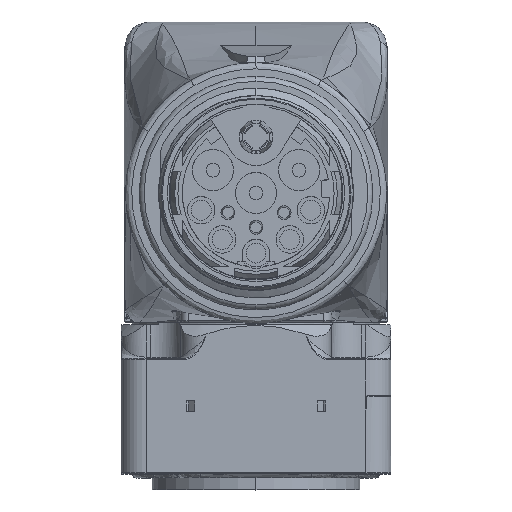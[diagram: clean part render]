
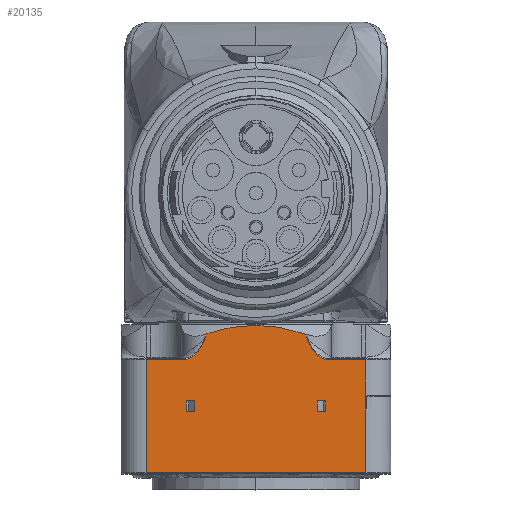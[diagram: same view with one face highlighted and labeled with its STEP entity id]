
A CAD part, top view. The second image highlights one B-rep face of the part: STEP entity #20135.
In plain terms, the highlighted planar face has unit normal (0, 0, 1).
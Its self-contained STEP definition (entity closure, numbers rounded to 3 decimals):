
#490=DIRECTION('',(0.,-1.,0.));
#491=VECTOR('',#490,9.05);
#492=CARTESIAN_POINT('',(-8.8,9.15,10.8));
#493=LINE('',#492,#491);
#508=DIRECTION('',(0.,-1.,0.));
#509=VECTOR('',#508,1.1);
#510=CARTESIAN_POINT('',(8.8,6.3,10.8));
#511=LINE('',#510,#509);
#512=DIRECTION('',(0.,-1.,0.));
#513=VECTOR('',#512,5.1);
#514=CARTESIAN_POINT('',(8.8,5.2,10.8));
#515=LINE('',#514,#513);
#516=DIRECTION('',(-1.,0.,0.));
#517=VECTOR('',#516,17.6);
#518=CARTESIAN_POINT('',(8.8,0.1,10.8));
#519=LINE('',#518,#517);
#520=DIRECTION('',(1.,0.,0.));
#521=VECTOR('',#520,3.046);
#522=CARTESIAN_POINT('',(-8.8,9.15,10.8));
#523=LINE('',#522,#521);
#524=CARTESIAN_POINT('',(-5.754,9.15,10.8));
#525=CARTESIAN_POINT('',(-5.721,9.15,10.8));
#526=CARTESIAN_POINT('',(-5.652,9.154,10.8));
#527=CARTESIAN_POINT('',(-5.542,9.174,10.8));
#528=CARTESIAN_POINT('',(-5.423,9.209,10.8));
#529=CARTESIAN_POINT('',(-5.297,9.262,10.8));
#530=CARTESIAN_POINT('',(-5.162,9.337,10.8));
#531=CARTESIAN_POINT('',(-5.019,9.436,10.8));
#532=CARTESIAN_POINT('',(-4.869,9.562,10.8));
#533=CARTESIAN_POINT('',(-4.716,9.719,10.8));
#534=CARTESIAN_POINT('',(-4.563,9.908,10.8));
#535=CARTESIAN_POINT('',(-4.415,10.127,10.8));
#536=CARTESIAN_POINT('',(-4.274,10.381,10.8));
#537=CARTESIAN_POINT('',(-4.14,10.676,10.8));
#538=CARTESIAN_POINT('',(-4.055,10.912,10.8));
#539=CARTESIAN_POINT('',(-4.015,11.039,10.8));
#541=DIRECTION('',(0.,-1.,0.));
#542=VECTOR('',#541,0.139);
#543=CARTESIAN_POINT('',(-4.015,11.178,10.8));
#544=LINE('',#543,#542);
#545=CARTESIAN_POINT('',(4.015,11.178,10.8));
#546=CARTESIAN_POINT('',(3.828,11.243,10.8));
#547=CARTESIAN_POINT('',(3.457,11.364,10.8));
#548=CARTESIAN_POINT('',(2.912,11.518,10.8));
#549=CARTESIAN_POINT('',(2.374,11.646,10.8));
#550=CARTESIAN_POINT('',(1.842,11.748,10.8));
#551=CARTESIAN_POINT('',(1.313,11.825,10.8));
#552=CARTESIAN_POINT('',(0.787,11.876,10.8));
#553=CARTESIAN_POINT('',(0.262,11.901,10.8));
#554=CARTESIAN_POINT('',(-0.262,11.901,10.8));
#555=CARTESIAN_POINT('',(-0.787,11.876,10.8));
#556=CARTESIAN_POINT('',(-1.313,11.825,10.8));
#557=CARTESIAN_POINT('',(-1.842,11.748,10.8));
#558=CARTESIAN_POINT('',(-2.374,11.646,10.8));
#559=CARTESIAN_POINT('',(-2.912,11.518,10.8));
#560=CARTESIAN_POINT('',(-3.457,11.364,10.8));
#561=CARTESIAN_POINT('',(-3.828,11.243,10.8));
#562=CARTESIAN_POINT('',(-4.015,11.178,10.8));
#564=DIRECTION('',(0.,1.,0.));
#565=VECTOR('',#564,0.138);
#566=CARTESIAN_POINT('',(4.015,11.04,10.8));
#567=LINE('',#566,#565);
#568=CARTESIAN_POINT('',(4.015,11.04,10.8));
#569=CARTESIAN_POINT('',(4.055,10.913,10.8));
#570=CARTESIAN_POINT('',(4.14,10.677,10.8));
#571=CARTESIAN_POINT('',(4.274,10.381,10.8));
#572=CARTESIAN_POINT('',(4.415,10.128,10.8));
#573=CARTESIAN_POINT('',(4.563,9.908,10.8));
#574=CARTESIAN_POINT('',(4.716,9.719,10.8));
#575=CARTESIAN_POINT('',(4.87,9.562,10.8));
#576=CARTESIAN_POINT('',(5.019,9.435,10.8));
#577=CARTESIAN_POINT('',(5.162,9.336,10.8));
#578=CARTESIAN_POINT('',(5.297,9.262,10.8));
#579=CARTESIAN_POINT('',(5.423,9.209,10.8));
#580=CARTESIAN_POINT('',(5.541,9.174,10.8));
#581=CARTESIAN_POINT('',(5.651,9.154,10.8));
#582=CARTESIAN_POINT('',(5.721,9.15,10.8));
#583=CARTESIAN_POINT('',(5.754,9.15,10.8));
#585=DIRECTION('',(1.,0.,0.));
#586=VECTOR('',#585,3.046);
#587=CARTESIAN_POINT('',(5.754,9.15,10.8));
#588=LINE('',#587,#586);
#589=DIRECTION('',(0.,-1.,0.));
#590=VECTOR('',#589,2.85);
#591=CARTESIAN_POINT('',(8.8,9.15,10.8));
#592=LINE('',#591,#590);
#593=DIRECTION('',(0.,1.,0.));
#594=VECTOR('',#593,0.85);
#595=CARTESIAN_POINT('',(-4.9,5.,10.8));
#596=LINE('',#595,#594);
#597=DIRECTION('',(0.,1.,0.));
#598=VECTOR('',#597,0.85);
#599=CARTESIAN_POINT('',(4.9,5.,10.8));
#600=LINE('',#599,#598);
#1693=DIRECTION('',(-1.,0.,0.));
#1694=VECTOR('',#1693,0.7);
#1695=CARTESIAN_POINT('',(5.6,5.,10.8));
#1696=LINE('',#1695,#1694);
#1718=DIRECTION('',(0.,-1.,0.));
#1719=VECTOR('',#1718,0.85);
#1720=CARTESIAN_POINT('',(5.6,5.85,10.8));
#1721=LINE('',#1720,#1719);
#1730=DIRECTION('',(1.,0.,0.));
#1731=VECTOR('',#1730,0.7);
#1732=CARTESIAN_POINT('',(4.9,5.85,10.8));
#1733=LINE('',#1732,#1731);
#2628=CARTESIAN_POINT('',(4.015,11.04,10.8));
#15203=DIRECTION('',(-1.,0.,0.));
#15204=VECTOR('',#15203,0.7);
#15205=CARTESIAN_POINT('',(-4.9,5.,10.8));
#15206=LINE('',#15205,#15204);
#15230=DIRECTION('',(0.,1.,0.));
#15231=VECTOR('',#15230,0.85);
#15232=CARTESIAN_POINT('',(-5.6,5.,10.8));
#15233=LINE('',#15232,#15231);
#15265=DIRECTION('',(1.,0.,0.));
#15266=VECTOR('',#15265,0.7);
#15267=CARTESIAN_POINT('',(-5.6,5.85,10.8));
#15268=LINE('',#15267,#15266);
#17011=VERTEX_POINT('',#545);
#17012=VERTEX_POINT('',#562);
#17132=CARTESIAN_POINT('',(8.8,9.15,10.8));
#17133=VERTEX_POINT('',#17132);
#17136=CARTESIAN_POINT('',(5.754,9.15,10.8));
#17137=VERTEX_POINT('',#17136);
#17138=VERTEX_POINT('',#2628);
#17139=VERTEX_POINT('',#524);
#17140=VERTEX_POINT('',#539);
#17144=CARTESIAN_POINT('',(-8.8,9.15,10.8));
#17145=VERTEX_POINT('',#17144);
#17208=CARTESIAN_POINT('',(-5.6,5.85,10.8));
#17210=VERTEX_POINT('',#17208);
#17235=CARTESIAN_POINT('',(5.6,5.85,10.8));
#17237=VERTEX_POINT('',#17235);
#17240=CARTESIAN_POINT('',(8.8,6.3,10.8));
#17242=VERTEX_POINT('',#17240);
#17429=CARTESIAN_POINT('',(-4.9,5.85,10.8));
#17431=VERTEX_POINT('',#17429);
#17442=CARTESIAN_POINT('',(4.9,5.85,10.8));
#17444=VERTEX_POINT('',#17442);
#17474=CARTESIAN_POINT('',(8.8,0.1,10.8));
#17476=VERTEX_POINT('',#17474);
#17479=CARTESIAN_POINT('',(-8.8,0.1,10.8));
#17480=VERTEX_POINT('',#17479);
#17599=CARTESIAN_POINT('',(5.6,5.,10.8));
#17600=VERTEX_POINT('',#17599);
#17605=CARTESIAN_POINT('',(-5.6,5.,10.8));
#17606=VERTEX_POINT('',#17605);
#17649=CARTESIAN_POINT('',(8.8,5.2,10.8));
#17651=VERTEX_POINT('',#17649);
#17729=CARTESIAN_POINT('',(-4.9,5.,10.8));
#17730=VERTEX_POINT('',#17729);
#17735=CARTESIAN_POINT('',(4.9,5.,10.8));
#17736=VERTEX_POINT('',#17735);
#20085=CARTESIAN_POINT('',(-10.8,5.85,10.8));
#20086=DIRECTION('',(0.,0.,1.));
#20087=DIRECTION('',(1.,0.,0.));
#20088=AXIS2_PLACEMENT_3D('',#20085,#20086,#20087);
#20089=PLANE('',#20088);
#20091=ORIENTED_EDGE('',*,*,#20090,.T.);
#20093=ORIENTED_EDGE('',*,*,#20092,.T.);
#20095=ORIENTED_EDGE('',*,*,#20094,.T.);
#20096=ORIENTED_EDGE('',*,*,#20075,.F.);
#20098=ORIENTED_EDGE('',*,*,#20097,.T.);
#20100=ORIENTED_EDGE('',*,*,#20099,.T.);
#20102=ORIENTED_EDGE('',*,*,#20101,.F.);
#20104=ORIENTED_EDGE('',*,*,#20103,.F.);
#20106=ORIENTED_EDGE('',*,*,#20105,.F.);
#20108=ORIENTED_EDGE('',*,*,#20107,.T.);
#20110=ORIENTED_EDGE('',*,*,#20109,.T.);
#20112=ORIENTED_EDGE('',*,*,#20111,.T.);
#20113=EDGE_LOOP('',(#20091,#20093,#20095,#20096,#20098,#20100,#20102,#20104,
#20106,#20108,#20110,#20112));
#20114=FACE_OUTER_BOUND('',#20113,.F.);
#20116=ORIENTED_EDGE('',*,*,#20115,.F.);
#20118=ORIENTED_EDGE('',*,*,#20117,.F.);
#20120=ORIENTED_EDGE('',*,*,#20119,.T.);
#20122=ORIENTED_EDGE('',*,*,#20121,.F.);
#20123=EDGE_LOOP('',(#20116,#20118,#20120,#20122));
#20124=FACE_BOUND('',#20123,.F.);
#20126=ORIENTED_EDGE('',*,*,#20125,.F.);
#20128=ORIENTED_EDGE('',*,*,#20127,.F.);
#20130=ORIENTED_EDGE('',*,*,#20129,.F.);
#20132=ORIENTED_EDGE('',*,*,#20131,.F.);
#20133=EDGE_LOOP('',(#20126,#20128,#20130,#20132));
#20134=FACE_BOUND('',#20133,.F.);
#540=B_SPLINE_CURVE_WITH_KNOTS('',3,(#524,#525,#526,#527,#528,#529,#530,#531,
#532,#533,#534,#535,#536,#537,#538,#539),.UNSPECIFIED.,.F.,.F.,(4,1,1,1,1,1,1,1,
1,1,1,1,1,4),(0.,0.077,0.154,0.231,
0.308,0.385,0.462,0.538,
0.615,0.692,0.769,0.846,
0.923,1.),.UNSPECIFIED.);
#563=B_SPLINE_CURVE_WITH_KNOTS('',3,(#545,#546,#547,#548,#549,#550,#551,#552,
#553,#554,#555,#556,#557,#558,#559,#560,#561,#562),.UNSPECIFIED.,.F.,.F.,(4,1,1,
1,1,1,1,1,1,1,1,1,1,1,1,4),(0.,0.067,0.133,0.2,
0.267,0.333,0.4,0.467,0.533,
0.6,0.667,0.733,0.8,0.867,
0.933,1.),.UNSPECIFIED.);
#584=B_SPLINE_CURVE_WITH_KNOTS('',3,(#568,#569,#570,#571,#572,#573,#574,#575,
#576,#577,#578,#579,#580,#581,#582,#583),.UNSPECIFIED.,.F.,.F.,(4,1,1,1,1,1,1,1,
1,1,1,1,1,4),(0.,0.077,0.154,0.231,
0.308,0.385,0.462,0.538,
0.615,0.692,0.769,0.846,
0.923,1.),.UNSPECIFIED.);
#20075=EDGE_CURVE('',#17145,#17480,#493,.T.);
#20090=EDGE_CURVE('',#17242,#17651,#511,.T.);
#20092=EDGE_CURVE('',#17651,#17476,#515,.T.);
#20094=EDGE_CURVE('',#17476,#17480,#519,.T.);
#20097=EDGE_CURVE('',#17145,#17139,#523,.T.);
#20099=EDGE_CURVE('',#17139,#17140,#540,.T.);
#20101=EDGE_CURVE('',#17012,#17140,#544,.T.);
#20103=EDGE_CURVE('',#17011,#17012,#563,.T.);
#20105=EDGE_CURVE('',#17138,#17011,#567,.T.);
#20107=EDGE_CURVE('',#17138,#17137,#584,.T.);
#20109=EDGE_CURVE('',#17137,#17133,#588,.T.);
#20111=EDGE_CURVE('',#17133,#17242,#592,.T.);
#20115=EDGE_CURVE('',#17606,#17210,#15233,.T.);
#20117=EDGE_CURVE('',#17730,#17606,#15206,.T.);
#20119=EDGE_CURVE('',#17730,#17431,#596,.T.);
#20121=EDGE_CURVE('',#17210,#17431,#15268,.T.);
#20125=EDGE_CURVE('',#17736,#17444,#600,.T.);
#20127=EDGE_CURVE('',#17600,#17736,#1696,.T.);
#20129=EDGE_CURVE('',#17237,#17600,#1721,.T.);
#20131=EDGE_CURVE('',#17444,#17237,#1733,.T.);
#20135=ADVANCED_FACE('',(#20114,#20124,#20134),#20089,.T.);
